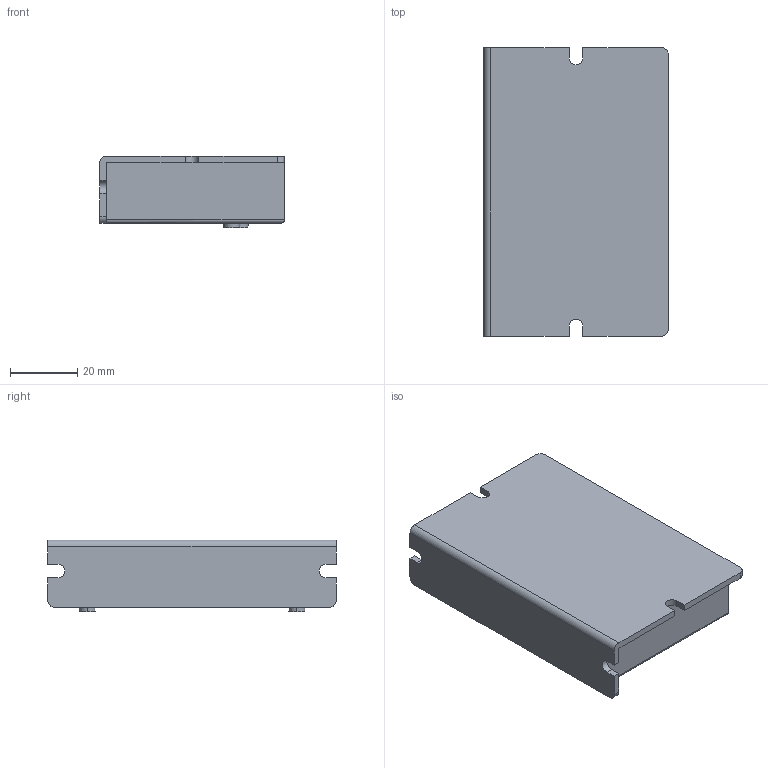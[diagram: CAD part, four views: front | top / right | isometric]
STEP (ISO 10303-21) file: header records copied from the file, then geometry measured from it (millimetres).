
FILE_DESCRIPTION (( 'STEP AP214' ), '1' );
FILE_NAME ('M422.STEP', '2023-08-21T13:42:39', ( '' ), ( '' ), 'SwSTEP 2.0', 'SolidWorks 2021', '' );
FILE_SCHEMA (( 'AUTOMOTIVE_DESIGN' ));
Length unit declared in the file: millimetre
Products named in the file (1): M422
Bounding box: 55 x 86 x 21.4 mm (x, y, z)
Volume: 80671 mm3; surface area: 15271.8 mm2
Topology: 3 solids, 3 shells, 105 faces, 270 edges, 178 vertices
Faces by surface type: plane 67, cylinder 26, cone 8, torus 4
Entity records: 3240 total; most frequent: CARTESIAN_POINT 560, DIRECTION 552, ORIENTED_EDGE 540, EDGE_CURVE 270, LINE 196, VECTOR 196, VERTEX_POINT 178, AXIS2_PLACEMENT_3D 178
